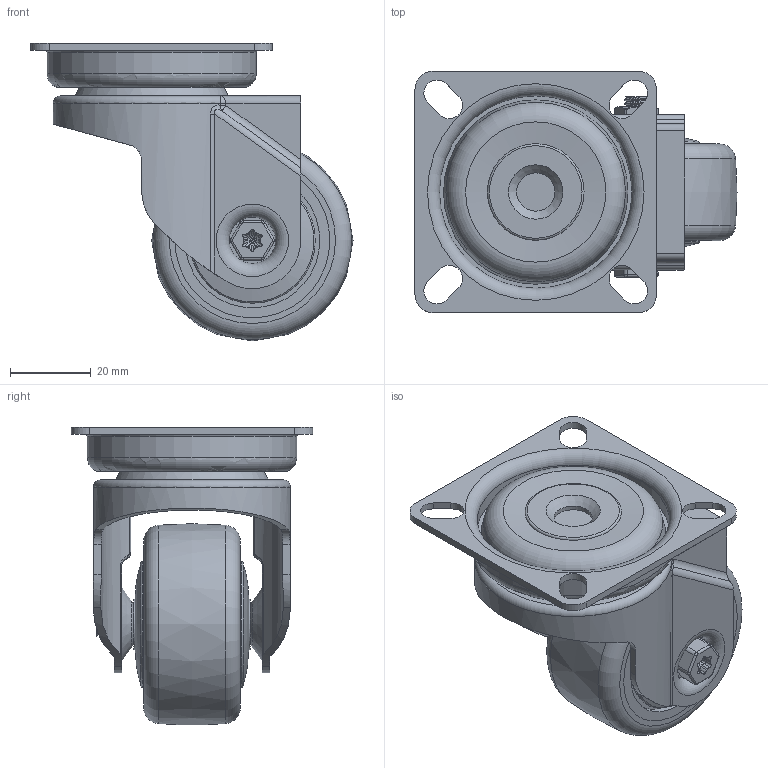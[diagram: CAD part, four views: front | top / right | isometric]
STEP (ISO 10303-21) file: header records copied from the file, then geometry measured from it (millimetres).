
FILE_DESCRIPTION(/* description */ (''),/* implementation_level */ '2;1');
FILE_NAME(/* name */ 'SSRA50GRBJ.step',/* time_stamp */ '2024-05-29T10:46:30+01:00',/* author */ (''),/* organization */ (''),/* preprocessor_version */ 'ST-DEVELOPER v20',/* originating_system */ 'Autodesk Translation Framework v13.14.0.145',/* authorisation */ '');
FILE_SCHEMA (('AUTOMOTIVE_DESIGN { 1 0 10303 214 3 1 1 }'));
Length unit declared in the file: millimetre
Products named in the file (20): SSRA50GRBJ; SSRA50AS v1; STAINLESS STEEL FORKS; STAINLESS STEEL TOP PLATE; SSL50WGRBJM6 v2; POLYPROPYLENE RIM; THERMOPLASTIC RUBBER TYRE; CAP; BEARING608RS; OUTTER; INNER; BALL BEARINGS; Component2; MIDDLE; RUBBER; CAP (1); BOLTSSRA/6MM v2; STAINLESS STEEL AXLE BOLT; NM6GR8HALFA2 v1; STAINLESS STEEL LOCKING NUT
Assembly tree (24 placements, depth 5):
  SSRA50GRBJ
    SSRA50AS v1
      STAINLESS STEEL FORKS
      STAINLESS STEEL TOP PLATE
    SSL50WGRBJM6 v2
      POLYPROPYLENE RIM
      THERMOPLASTIC RUBBER TYRE
      CAP
      BEARING608RS
        OUTTER
        INNER
        BALL BEARINGS
          Component2  x6
        MIDDLE
        RUBBER
      CAP (1)
    BOLTSSRA/6MM v2
      STAINLESS STEEL AXLE BOLT
    NM6GR8HALFA2 v1
      STAINLESS STEEL LOCKING NUT
Bounding box: 80 x 60 x 73.96 mm (x, y, z)
Volume: 64730.7 mm3; surface area: 52419.9 mm2
Topology: 19 solids, 19 shells, 433 faces, 1046 edges, 667 vertices
Faces by surface type: cylinder 164, plane 112, bspline 60, torus 43, cone 28, sphere 26
Full cylindrical faces by diameter (mm): 4.744 x2, 5.884 x4, 6 x2, 6.1 x2, 6.2 x1, 6.8 x2, 7.9 x2, 8 x2, 8.2 x1, 9.5 x1, 9.875 x1, 10.55 x4, 11.2 x2, 11.6 x2, 11.75 x2, 12.5 x2, 12.738 x1, 13.5 x1, 15 x1, 18.3 x2, 18.317 x1, 18.7 x2, 19.2 x4, 19.875 x1, 20.5 x2, 22 x2, 22.75 x2, 26.75 x2, 30.25 x2, 31.25 x2
Entity records: 29042 total; most frequent: CARTESIAN_POINT 18531, DIRECTION 2163, ORIENTED_EDGE 2042, EDGE_CURVE 1021, AXIS2_PLACEMENT_3D 948, VERTEX_POINT 657, EDGE_LOOP 510, CIRCLE 509
